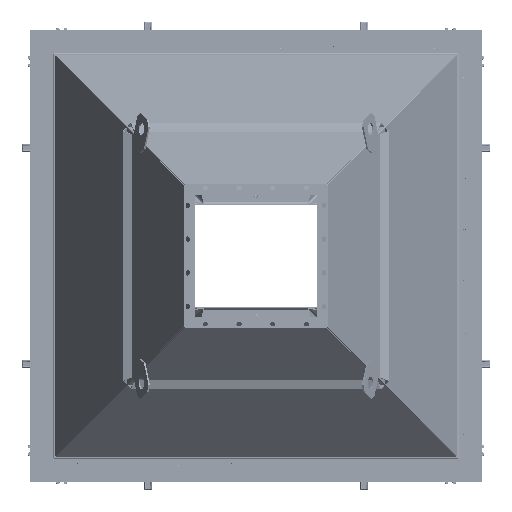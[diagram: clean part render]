
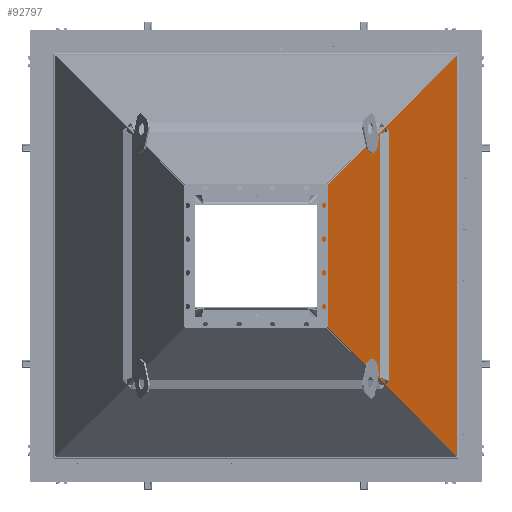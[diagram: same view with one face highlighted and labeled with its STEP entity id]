
A CAD part, front view. The second image highlights one B-rep face of the part: STEP entity #92797.
In plain terms, the highlighted face is planar.
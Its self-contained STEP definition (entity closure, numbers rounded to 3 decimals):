
#7439 = FACE_OUTER_BOUND ( 'NONE', #20546, .T. ) ;
#11112 = DIRECTION ( 'NONE',  ( 1., 0., 0. ) ) ;
#11608 = CARTESIAN_POINT ( 'NONE',  ( 0., -1012.351, -507.322 ) ) ;
#13855 = CARTESIAN_POINT ( 'NONE',  ( -741., -1.351, 2.678 ) ) ;
#14181 = CARTESIAN_POINT ( 'NONE',  ( 0., -1.351, 2.678 ) ) ;
#17722 = EDGE_CURVE ( 'NONE', #23457, #56774, #25088, .T. ) ;
#18312 = DIRECTION ( 'NONE',  ( -0.411, -0.814, -0.411 ) ) ;
#20546 = EDGE_LOOP ( 'NONE', ( #76216, #89425, #34488, #28345 ) ) ;
#20633 = LINE ( 'NONE', #11608, #28639 ) ;
#23125 = VECTOR ( 'NONE', #18312, 1000. ) ;
#23457 = VERTEX_POINT ( 'NONE', #60393 ) ;
#23997 = EDGE_CURVE ( 'NONE', #47160, #95096, #43366, .T. ) ;
#25088 = LINE ( 'NONE', #75920, #23125 ) ;
#26240 = CARTESIAN_POINT ( 'NONE',  ( -230., -1012.351, -507.322 ) ) ;
#27767 = DIRECTION ( 'NONE',  ( 0., -0.45, 0.893 ) ) ;
#28345 = ORIENTED_EDGE ( 'NONE', *, *, #43896, .F. ) ;
#28639 = VECTOR ( 'NONE', #11112, 1000. ) ;
#34488 = ORIENTED_EDGE ( 'NONE', *, *, #17722, .F. ) ;
#42297 = CARTESIAN_POINT ( 'NONE',  ( 0., -1.351, 2.678 ) ) ;
#43366 = LINE ( 'NONE', #13855, #50119 ) ;
#43896 = EDGE_CURVE ( 'NONE', #47160, #23457, #81470, .T. ) ;
#47160 = VERTEX_POINT ( 'NONE', #68127 ) ;
#50119 = VECTOR ( 'NONE', #72382, 1000. ) ;
#56774 = VERTEX_POINT ( 'NONE', #76698 ) ;
#57064 = AXIS2_PLACEMENT_3D ( 'NONE', #42297, #27767, #86373 ) ;
#60393 = CARTESIAN_POINT ( 'NONE',  ( 741., -1.351, 2.678 ) ) ;
#64095 = PLANE ( 'NONE',  #57064 ) ;
#68127 = CARTESIAN_POINT ( 'NONE',  ( -741., -1.351, 2.678 ) ) ;
#72382 = DIRECTION ( 'NONE',  ( 0.411, -0.814, -0.411 ) ) ;
#74154 = DIRECTION ( 'NONE',  ( 1., 0., 0. ) ) ;
#75920 = CARTESIAN_POINT ( 'NONE',  ( 741., -1.351, 2.678 ) ) ;
#76216 = ORIENTED_EDGE ( 'NONE', *, *, #23997, .T. ) ;
#76698 = CARTESIAN_POINT ( 'NONE',  ( 230., -1012.351, -507.322 ) ) ;
#81470 = LINE ( 'NONE', #14181, #88253 ) ;
#85280 = EDGE_CURVE ( 'NONE', #95096, #56774, #20633, .T. ) ;
#86373 = DIRECTION ( 'NONE',  ( -1., 0., 0. ) ) ;
#88253 = VECTOR ( 'NONE', #74154, 1000. ) ;
#89425 = ORIENTED_EDGE ( 'NONE', *, *, #85280, .T. ) ;
#92797 = ADVANCED_FACE ( 'NONE', ( #7439 ), #64095, .T. ) ;
#95096 = VERTEX_POINT ( 'NONE', #26240 ) ;
